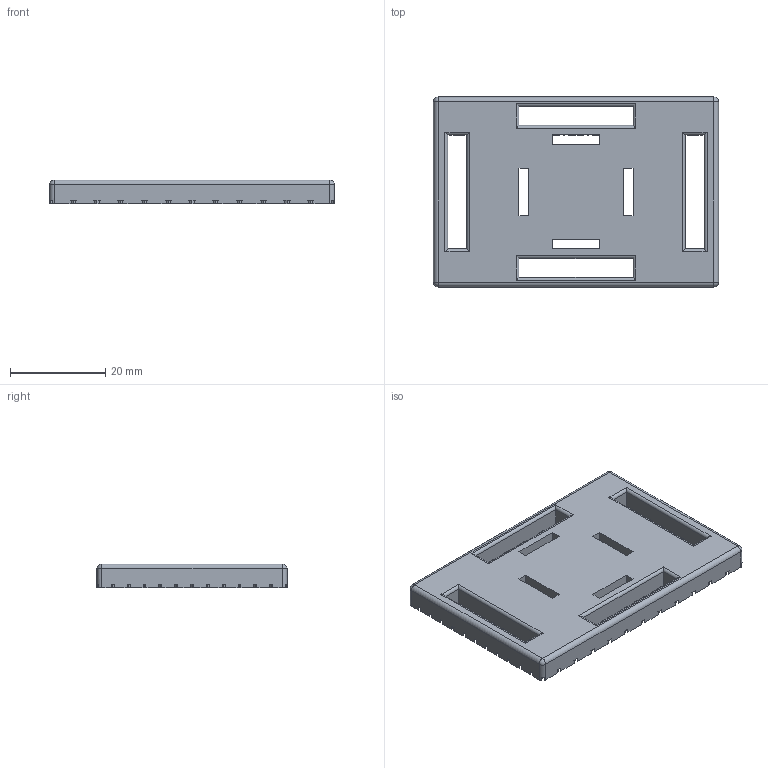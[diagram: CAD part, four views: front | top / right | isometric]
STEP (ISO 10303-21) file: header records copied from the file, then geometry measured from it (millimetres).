
FILE_DESCRIPTION (( 'STEP AP203' ), '1' );
FILE_NAME ('Sticker.STEP', '2025-04-01T13:03:56', ( '' ), ( '' ), 'SwSTEP 2.0', 'SolidWorks 2021', '' );
FILE_SCHEMA (( 'CONFIG_CONTROL_DESIGN' ));
Length unit declared in the file: millimetre
Products named in the file (1): Sticker
Bounding box: 60 x 40 x 5 mm (x, y, z)
Volume: 9110.5 mm3; surface area: 8016.2 mm2
Topology: 1 solids, 1 shells, 1528 faces, 4104 edges, 2724 vertices
Faces by surface type: plane 1500, cylinder 24, sphere 4
Entity records: 46813 total; most frequent: CARTESIAN_POINT 8401, ORIENTED_EDGE 8200, DIRECTION 7166, EDGE_CURVE 4100, VECTOR 4060, LINE 4060, VERTEX_POINT 2724, EDGE_LOOP 1694
